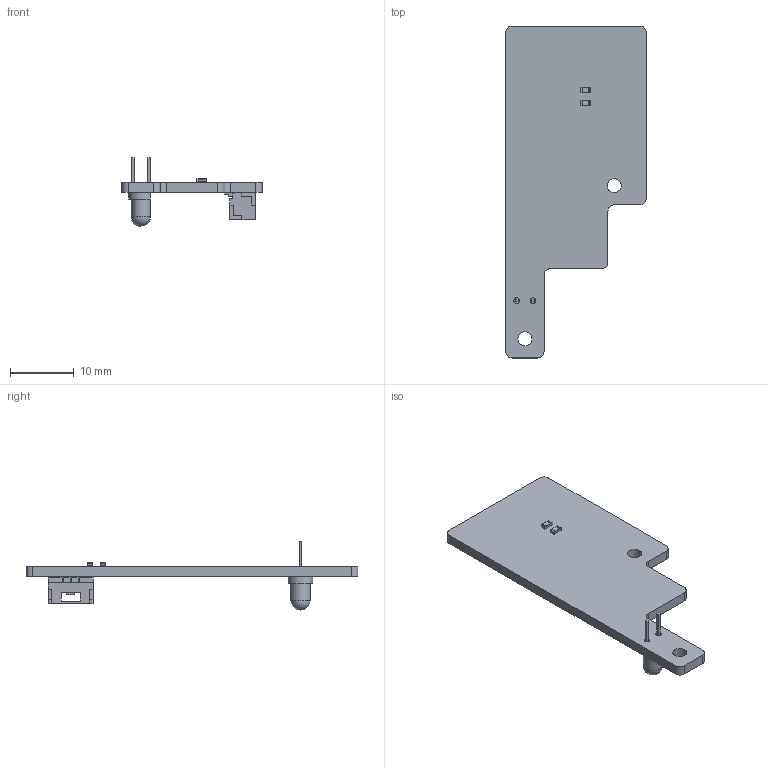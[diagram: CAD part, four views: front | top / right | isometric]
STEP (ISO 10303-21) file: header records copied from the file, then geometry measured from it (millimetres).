
FILE_DESCRIPTION(('KiCad electronic assembly'),'2;1');
FILE_NAME('breakbeam-receiver.step','2025-05-06T22:20:21',('Pcbnew'),( 'Kicad'),'Open CASCADE STEP processor 7.8','KiCad to STEP converter' ,'Unknown');
FILE_SCHEMA(('AUTOMOTIVE_DESIGN { 1 0 10303 214 1 1 1 1 }'));
Length unit declared in the file: millimetre
Products named in the file (8): breakbeam-receiver 1; R_0603_1608Metric; LED_D3.0mm; JST_GH_SM03B-GHS-TB_1x03-1MP_P1.25mm_Horizontal; JST_SM03B_GHS_TB; breakbeam-receiver_PCB
Assembly tree (8 placements, depth 3):
  breakbeam-receiver 1
    R_0603_1608Metric  x2
      R_0603_1608Metric
    LED_D3.0mm
      LED_D3.0mm
    JST_GH_SM03B-GHS-TB_1x03-1MP_P1.25mm_Horizontal
      JST_SM03B_GHS_TB
    breakbeam-receiver_PCB
Bounding box: 22 x 52 x 10.8 mm (x, y, z)
Volume: 1468 mm3; surface area: 2302.5 mm2
Topology: 5 solids, 5 shells, 262 faces, 716 edges, 472 vertices
Faces by surface type: plane 231, cylinder 30, sphere 1
Full cylindrical faces by diameter (mm): 0.9 x2, 2.2 x2, 3 x1
Entity records: 9050 total; most frequent: CARTESIAN_POINT 1323, ORIENTED_EDGE 1298, DIRECTION 1186, EDGE_CURVE 649, LINE 602, VECTOR 602, VERTEX_POINT 429, AXIS2_PLACEMENT_3D 292
